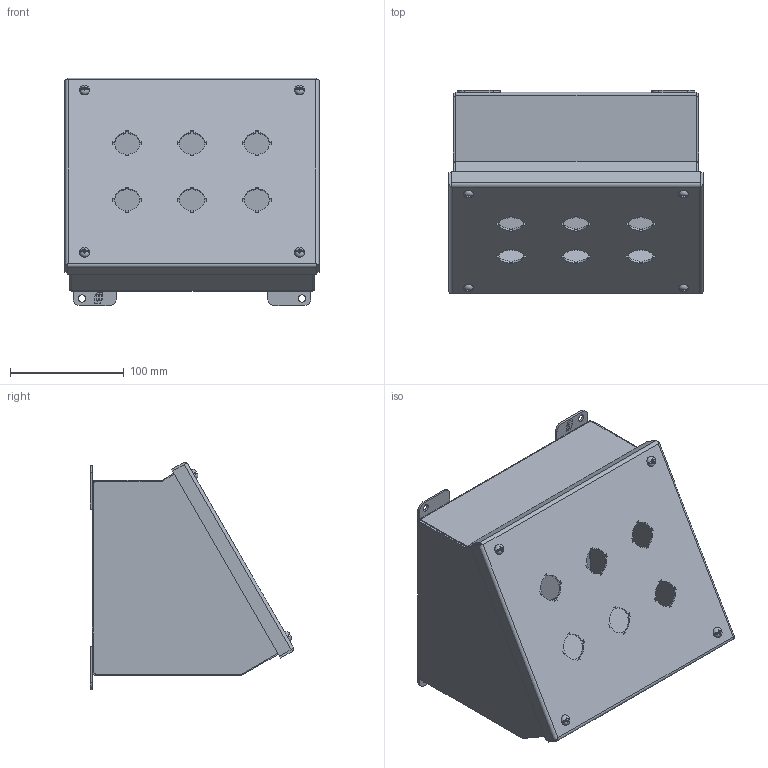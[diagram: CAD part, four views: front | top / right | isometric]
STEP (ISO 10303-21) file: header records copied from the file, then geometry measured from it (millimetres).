
FILE_DESCRIPTION (( 'STEP AP203' ), '1' );
FILE_NAME ('1490MG6_Default.step', '2019-11-12T20:32:21', ( '' ), ( '' ), 'SwSTEP 2.0', 'SolidWorks 2019', '' );
FILE_SCHEMA (( 'CONFIG_CONTROL_DESIGN' ));
Length unit declared in the file: inch
Products named in the file (1): 1490MG6_Default
Bounding box: 223.82 x 179.15 x 200.44 mm (x, y, z)
Volume: 363958.3 mm3; surface area: 410685.4 mm2
Topology: 26 solids, 26 shells, 790 faces, 2073 edges, 1363 vertices
Faces by surface type: plane 555, cylinder 197, cone 22, torus 8, bspline 8
Entity records: 24769 total; most frequent: CARTESIAN_POINT 4956, ORIENTED_EDGE 4142, DIRECTION 4004, EDGE_CURVE 2071, VECTOR 1510, LINE 1510, VERTEX_POINT 1363, AXIS2_PLACEMENT_3D 1247
